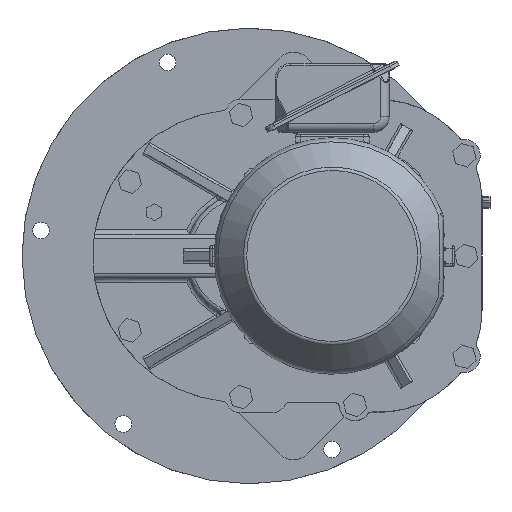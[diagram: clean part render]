
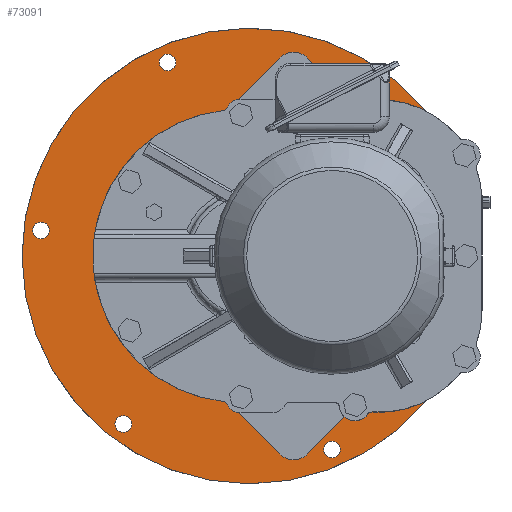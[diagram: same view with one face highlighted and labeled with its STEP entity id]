
A CAD part, left-side view. The second image highlights one B-rep face of the part: STEP entity #73091.
In plain terms, the highlighted planar face has unit normal (-1, 0, 0).
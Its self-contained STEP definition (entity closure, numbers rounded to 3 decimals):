
#89 = FACE_BOUND ( 'NONE', #118266, .T. ) ;
#574 = CIRCLE ( 'NONE', #64734, 9.5 ) ;
#1304 = ORIENTED_EDGE ( 'NONE', *, *, #5424, .F. ) ;
#1903 = CARTESIAN_POINT ( 'NONE',  ( -24., -260., 0. ) ) ;
#2353 = CARTESIAN_POINT ( 'NONE',  ( -24., -93.775, -211.421 ) ) ;
#5424 = EDGE_CURVE ( 'NONE', #91955, #83459, #63141, .T. ) ;
#5646 = CIRCLE ( 'NONE', #71728, 9.5 ) ;
#5980 = CARTESIAN_POINT ( 'NONE',  ( -24., -260., -154. ) ) ;
#6302 = EDGE_CURVE ( 'NONE', #77265, #105546, #26113, .T. ) ;
#6423 = ORIENTED_EDGE ( 'NONE', *, *, #105428, .F. ) ;
#6489 = CIRCLE ( 'NONE', #33753, 104.5 ) ;
#6784 = LINE ( 'NONE', #117006, #54720 ) ;
#6897 = ORIENTED_EDGE ( 'NONE', *, *, #119880, .F. ) ;
#6975 = CARTESIAN_POINT ( 'NONE',  ( -24., 93.775, 230.421 ) ) ;
#7272 = CARTESIAN_POINT ( 'NONE',  ( -24., -210., 0. ) ) ;
#8180 = VERTEX_POINT ( 'NONE', #119625 ) ;
#10390 = LINE ( 'NONE', #20180, #91267 ) ;
#11218 = EDGE_LOOP ( 'NONE', ( #58765 ) ) ;
#11250 = ORIENTED_EDGE ( 'NONE', *, *, #108331, .T. ) ;
#12033 = CARTESIAN_POINT ( 'NONE',  ( -24., 12., 154. ) ) ;
#12059 = CARTESIAN_POINT ( 'NONE',  ( -24., -255.898, 46. ) ) ;
#12193 = DIRECTION ( 'NONE',  ( 0., 1., 0. ) ) ;
#14112 = VERTEX_POINT ( 'NONE', #90628 ) ;
#14478 = CARTESIAN_POINT ( 'NONE',  ( -24., -251.089, 46. ) ) ;
#14498 = VERTEX_POINT ( 'NONE', #2353 ) ;
#16263 = DIRECTION ( 'NONE',  ( 0., 0., 1. ) ) ;
#18255 = DIRECTION ( 'NONE',  ( 0., 0., 1. ) ) ;
#18914 = ORIENTED_EDGE ( 'NONE', *, *, #104564, .F. ) ;
#20180 = CARTESIAN_POINT ( 'NONE',  ( -24., -260., 154. ) ) ;
#21490 = DIRECTION ( 'NONE',  ( 0., 0., 1. ) ) ;
#22097 = AXIS2_PLACEMENT_3D ( 'NONE', #51275, #59816, #47850 ) ;
#24960 = DIRECTION ( 'NONE',  ( -1., 0., 0. ) ) ;
#25392 = DIRECTION ( 'NONE',  ( -1., 0., 0. ) ) ;
#25538 = DIRECTION ( 'NONE',  ( 0., 0., 1. ) ) ;
#26113 = LINE ( 'NONE', #5980, #105973 ) ;
#26512 = CARTESIAN_POINT ( 'NONE',  ( -24., -144.436, 201.173 ) ) ;
#27014 = CIRCLE ( 'NONE', #102759, 9.5 ) ;
#27546 = FACE_BOUND ( 'NONE', #39341, .T. ) ;
#28057 = EDGE_CURVE ( 'NONE', #33850, #14112, #99837, .T. ) ;
#30186 = EDGE_LOOP ( 'NONE', ( #58436 ) ) ;
#30666 = CARTESIAN_POINT ( 'NONE',  ( -24., -273.357, -18.01 ) ) ;
#30738 = CARTESIAN_POINT ( 'NONE',  ( -24., 0., 0. ) ) ;
#31250 = CARTESIAN_POINT ( 'NONE',  ( -24., -144.436, 191.673 ) ) ;
#33389 = ORIENTED_EDGE ( 'NONE', *, *, #115330, .F. ) ;
#33620 = EDGE_CURVE ( 'NONE', #38545, #77265, #109958, .T. ) ;
#33753 = AXIS2_PLACEMENT_3D ( 'NONE', #62094, #24960, #18255 ) ;
#33850 = VERTEX_POINT ( 'NONE', #115094 ) ;
#37251 = DIRECTION ( 'NONE',  ( -1., 0., 0. ) ) ;
#38545 = VERTEX_POINT ( 'NONE', #12033 ) ;
#38695 = EDGE_LOOP ( 'NONE', ( #6897 ) ) ;
#39289 = ORIENTED_EDGE ( 'NONE', *, *, #59807, .F. ) ;
#39341 = EDGE_LOOP ( 'NONE', ( #88942 ) ) ;
#43758 = AXIS2_PLACEMENT_3D ( 'NONE', #30738, #58718, #67841 ) ;
#43980 = CARTESIAN_POINT ( 'NONE',  ( -24., -93.775, -220.921 ) ) ;
#44446 = DIRECTION ( 'NONE',  ( 0., 0., 1. ) ) ;
#44881 = ORIENTED_EDGE ( 'NONE', *, *, #90808, .F. ) ;
#44980 = EDGE_CURVE ( 'NONE', #14498, #14498, #81815, .T. ) ;
#47850 = DIRECTION ( 'NONE',  ( 0., 0., 1. ) ) ;
#48639 = DIRECTION ( 'NONE',  ( -1., 0., 0. ) ) ;
#50666 = EDGE_LOOP ( 'NONE', ( #11250, #44881, #95605, #18914, #92119, #84321, #39289, #117572, #1304 ) ) ;
#50719 = AXIS2_PLACEMENT_3D ( 'NONE', #43980, #109717, #107902 ) ;
#51275 = CARTESIAN_POINT ( 'NONE',  ( -24., -238.211, -29.249 ) ) ;
#54091 = CARTESIAN_POINT ( 'NONE',  ( -24., 12., -154. ) ) ;
#54503 = CARTESIAN_POINT ( 'NONE',  ( -24., 144.436, -182.173 ) ) ;
#54720 = VECTOR ( 'NONE', #106091, 1000. ) ;
#55105 = CARTESIAN_POINT ( 'NONE',  ( -24., -223.67, 132.559 ) ) ;
#58436 = ORIENTED_EDGE ( 'NONE', *, *, #66980, .F. ) ;
#58718 = DIRECTION ( 'NONE',  ( 1., 0., 0. ) ) ;
#58765 = ORIENTED_EDGE ( 'NONE', *, *, #81393, .F. ) ;
#59054 = CIRCLE ( 'NONE', #22097, 9.5 ) ;
#59661 = AXIS2_PLACEMENT_3D ( 'NONE', #1903, #37251, #84106 ) ;
#59807 = EDGE_CURVE ( 'NONE', #99047, #38545, #10390, .T. ) ;
#59816 = DIRECTION ( 'NONE',  ( -1., 0., 0. ) ) ;
#60004 = AXIS2_PLACEMENT_3D ( 'NONE', #104024, #48639, #85752 ) ;
#61098 = AXIS2_PLACEMENT_3D ( 'NONE', #71182, #73622, #25538 ) ;
#62094 = CARTESIAN_POINT ( 'NONE',  ( -24., -147.65, 60.856 ) ) ;
#63141 = CIRCLE ( 'NONE', #43758, 260. ) ;
#63234 = DIRECTION ( 'NONE',  ( 0., -1., 0. ) ) ;
#63772 = DIRECTION ( 'NONE',  ( -1., 0., 0. ) ) ;
#64655 = FACE_OUTER_BOUND ( 'NONE', #50666, .T. ) ;
#64734 = AXIS2_PLACEMENT_3D ( 'NONE', #31250, #78689, #21490 ) ;
#66071 = CARTESIAN_POINT ( 'NONE',  ( -24., 12., 0. ) ) ;
#66980 = EDGE_CURVE ( 'NONE', #111086, #111086, #27014, .T. ) ;
#67277 = DIRECTION ( 'NONE',  ( 0., 0., 1. ) ) ;
#67841 = DIRECTION ( 'NONE',  ( 0., 0., -1. ) ) ;
#68476 = DIRECTION ( 'NONE',  ( -1., 0., 0. ) ) ;
#69805 = EDGE_LOOP ( 'NONE', ( #33389 ) ) ;
#71182 = CARTESIAN_POINT ( 'NONE',  ( -24., 144.436, -191.673 ) ) ;
#71728 = AXIS2_PLACEMENT_3D ( 'NONE', #82015, #63772, #119767 ) ;
#73091 = ADVANCED_FACE ( 'NONE', ( #74994, #89, #101794, #85297, #110924, #27546, #64655 ), #103582, .T. ) ;
#73622 = DIRECTION ( 'NONE',  ( -1., 0., 0. ) ) ;
#74994 = FACE_BOUND ( 'NONE', #11218, .T. ) ;
#75023 = AXIS2_PLACEMENT_3D ( 'NONE', #66071, #68476, #67277 ) ;
#76914 = LINE ( 'NONE', #30666, #85234 ) ;
#77265 = VERTEX_POINT ( 'NONE', #54091 ) ;
#77514 = DIRECTION ( 'NONE',  ( 0., -0.803, 0.596 ) ) ;
#78689 = DIRECTION ( 'NONE',  ( -1., 0., 0. ) ) ;
#81393 = EDGE_CURVE ( 'NONE', #100753, #100753, #574, .T. ) ;
#81815 = CIRCLE ( 'NONE', #50719, 9.5 ) ;
#82015 = CARTESIAN_POINT ( 'NONE',  ( -24., 238.211, 29.249 ) ) ;
#82486 = VERTEX_POINT ( 'NONE', #54503 ) ;
#83459 = VERTEX_POINT ( 'NONE', #55105 ) ;
#84106 = DIRECTION ( 'NONE',  ( 0., 0., 1. ) ) ;
#84321 = ORIENTED_EDGE ( 'NONE', *, *, #33620, .F. ) ;
#85234 = VECTOR ( 'NONE', #77514, 1000. ) ;
#85297 = FACE_BOUND ( 'NONE', #69805, .T. ) ;
#85752 = DIRECTION ( 'NONE',  ( 0., 0., 1. ) ) ;
#87276 = CIRCLE ( 'NONE', #60004, 104.5 ) ;
#88942 = ORIENTED_EDGE ( 'NONE', *, *, #44980, .F. ) ;
#90628 = CARTESIAN_POINT ( 'NONE',  ( -24., -210., -23.006 ) ) ;
#90808 = EDGE_CURVE ( 'NONE', #14112, #105284, #87276, .T. ) ;
#91267 = VECTOR ( 'NONE', #12193, 1000. ) ;
#91300 = VECTOR ( 'NONE', #44446, 1000. ) ;
#91955 = VERTEX_POINT ( 'NONE', #12059 ) ;
#92119 = ORIENTED_EDGE ( 'NONE', *, *, #6302, .F. ) ;
#95605 = ORIENTED_EDGE ( 'NONE', *, *, #28057, .F. ) ;
#99047 = VERTEX_POINT ( 'NONE', #108379 ) ;
#99837 = LINE ( 'NONE', #7272, #91300 ) ;
#100144 = VERTEX_POINT ( 'NONE', #101354 ) ;
#100321 = EDGE_CURVE ( 'NONE', #83459, #99047, #6489, .T. ) ;
#100753 = VERTEX_POINT ( 'NONE', #26512 ) ;
#100895 = CARTESIAN_POINT ( 'NONE',  ( -24., -90., -154. ) ) ;
#101354 = CARTESIAN_POINT ( 'NONE',  ( -24., 238.211, 38.749 ) ) ;
#101794 = FACE_BOUND ( 'NONE', #30186, .T. ) ;
#102759 = AXIS2_PLACEMENT_3D ( 'NONE', #109988, #25392, #16263 ) ;
#103582 = PLANE ( 'NONE',  #59661 ) ;
#104024 = CARTESIAN_POINT ( 'NONE',  ( -24., -147.65, 60.856 ) ) ;
#104564 = EDGE_CURVE ( 'NONE', #105546, #33850, #76914, .T. ) ;
#105284 = VERTEX_POINT ( 'NONE', #14478 ) ;
#105428 = EDGE_CURVE ( 'NONE', #100144, #100144, #5646, .T. ) ;
#105546 = VERTEX_POINT ( 'NONE', #100895 ) ;
#105973 = VECTOR ( 'NONE', #63234, 1000. ) ;
#106091 = DIRECTION ( 'NONE',  ( 0., 1., 0. ) ) ;
#107902 = DIRECTION ( 'NONE',  ( 0., 0., 1. ) ) ;
#108331 = EDGE_CURVE ( 'NONE', #91955, #105284, #6784, .T. ) ;
#108379 = CARTESIAN_POINT ( 'NONE',  ( -24., -100.275, 154. ) ) ;
#109717 = DIRECTION ( 'NONE',  ( -1., 0., 0. ) ) ;
#109958 = CIRCLE ( 'NONE', #75023, 154. ) ;
#109988 = CARTESIAN_POINT ( 'NONE',  ( -24., 93.775, 220.921 ) ) ;
#110924 = FACE_BOUND ( 'NONE', #38695, .T. ) ;
#111086 = VERTEX_POINT ( 'NONE', #6975 ) ;
#113573 = CIRCLE ( 'NONE', #61098, 9.5 ) ;
#115094 = CARTESIAN_POINT ( 'NONE',  ( -24., -210., -65. ) ) ;
#115330 = EDGE_CURVE ( 'NONE', #82486, #82486, #113573, .T. ) ;
#117006 = CARTESIAN_POINT ( 'NONE',  ( -24., -260., 46. ) ) ;
#117572 = ORIENTED_EDGE ( 'NONE', *, *, #100321, .F. ) ;
#118266 = EDGE_LOOP ( 'NONE', ( #6423 ) ) ;
#119625 = CARTESIAN_POINT ( 'NONE',  ( -24., -238.211, -19.749 ) ) ;
#119767 = DIRECTION ( 'NONE',  ( 0., 0., 1. ) ) ;
#119880 = EDGE_CURVE ( 'NONE', #8180, #8180, #59054, .T. ) ;
